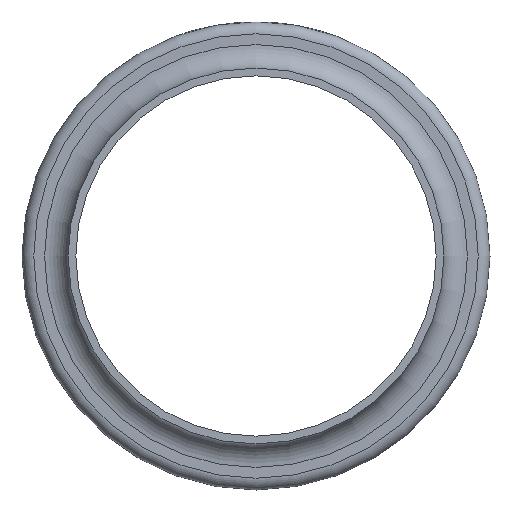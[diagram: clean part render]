
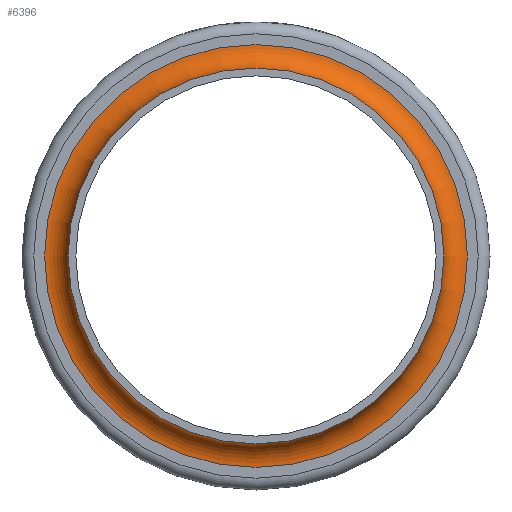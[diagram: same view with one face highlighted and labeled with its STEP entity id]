
A CAD part, left-side view. The second image highlights one B-rep face of the part: STEP entity #6396.
In plain terms, the highlighted toroidal (fillet/blend) face has major radius 57.15 mm and minor radius 6.35 mm.
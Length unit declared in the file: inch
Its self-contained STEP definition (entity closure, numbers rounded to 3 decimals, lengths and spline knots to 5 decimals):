
#14=TOROIDAL_SURFACE('',#6785,2.25,0.25);
#776=FACE_OUTER_BOUND('',#1159,.T.);
#1159=EDGE_LOOP('',(#5966,#5967,#5968,#5969,#5970,#5971,#5972));
#1657=CIRCLE('',#6782,2.);
#1658=CIRCLE('',#6783,2.);
#1659=CIRCLE('',#6784,2.);
#1660=CIRCLE('',#6786,0.25);
#1661=CIRCLE('',#6787,2.25);
#1662=CIRCLE('',#6788,2.25);
#3139=VERTEX_POINT('',#17741);
#3140=VERTEX_POINT('',#17742);
#3141=VERTEX_POINT('',#17744);
#3142=VERTEX_POINT('',#17749);
#3143=VERTEX_POINT('',#17751);
#4090=EDGE_CURVE('',#3139,#3140,#1657,.T.);
#4091=EDGE_CURVE('',#3141,#3139,#1658,.T.);
#4093=EDGE_CURVE('',#3140,#3141,#1659,.T.);
#4094=EDGE_CURVE('',#3140,#3142,#1660,.T.);
#4095=EDGE_CURVE('',#3143,#3142,#1661,.T.);
#4096=EDGE_CURVE('',#3142,#3143,#1662,.T.);
#5966=ORIENTED_EDGE('',*,*,#4090,.T.);
#5967=ORIENTED_EDGE('',*,*,#4094,.T.);
#5968=ORIENTED_EDGE('',*,*,#4095,.F.);
#5969=ORIENTED_EDGE('',*,*,#4096,.F.);
#5970=ORIENTED_EDGE('',*,*,#4094,.F.);
#5971=ORIENTED_EDGE('',*,*,#4093,.T.);
#5972=ORIENTED_EDGE('',*,*,#4091,.T.);
#6396=ADVANCED_FACE('',(#776),#14,.F.);
#6782=AXIS2_PLACEMENT_3D('',#17743,#7944,#7945);
#6783=AXIS2_PLACEMENT_3D('',#17745,#7946,#7947);
#6784=AXIS2_PLACEMENT_3D('',#17747,#7949,#7950);
#6785=AXIS2_PLACEMENT_3D('',#17748,#7951,#7952);
#6786=AXIS2_PLACEMENT_3D('',#17750,#7953,#7954);
#6787=AXIS2_PLACEMENT_3D('',#17752,#7955,#7956);
#6788=AXIS2_PLACEMENT_3D('',#17753,#7957,#7958);
#7944=DIRECTION('center_axis',(1.,0.,0.));
#7945=DIRECTION('ref_axis',(0.,1.,0.));
#7946=DIRECTION('center_axis',(1.,0.,0.));
#7947=DIRECTION('ref_axis',(0.,1.,0.));
#7949=DIRECTION('center_axis',(1.,0.,0.));
#7950=DIRECTION('ref_axis',(0.,1.,0.));
#7951=DIRECTION('center_axis',(1.,0.,0.));
#7952=DIRECTION('ref_axis',(0.,0.,-1.));
#7953=DIRECTION('center_axis',(0.,-1.,0.));
#7954=DIRECTION('ref_axis',(0.,0.,1.));
#7955=DIRECTION('center_axis',(1.,0.,0.));
#7956=DIRECTION('ref_axis',(0.,1.,0.));
#7957=DIRECTION('center_axis',(1.,0.,0.));
#7958=DIRECTION('ref_axis',(0.,1.,0.));
#17741=CARTESIAN_POINT('',(0.25,2.,0.));
#17742=CARTESIAN_POINT('',(0.25,0.,2.));
#17743=CARTESIAN_POINT('Origin',(0.25,0.,0.));
#17744=CARTESIAN_POINT('',(0.25,-2.,0.));
#17745=CARTESIAN_POINT('Origin',(0.25,0.,0.));
#17747=CARTESIAN_POINT('Origin',(0.25,0.,0.));
#17748=CARTESIAN_POINT('Origin',(0.25,0.,0.));
#17749=CARTESIAN_POINT('',(0.5,0.,2.25));
#17750=CARTESIAN_POINT('Origin',(0.25,0.,2.25));
#17751=CARTESIAN_POINT('',(0.5,2.25,0.));
#17752=CARTESIAN_POINT('Origin',(0.5,0.,0.));
#17753=CARTESIAN_POINT('Origin',(0.5,0.,0.));
